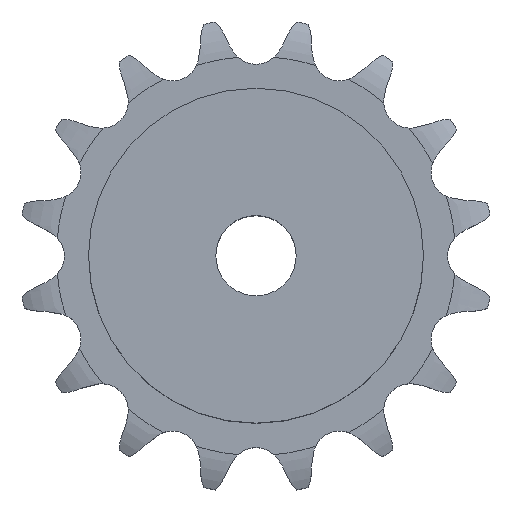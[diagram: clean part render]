
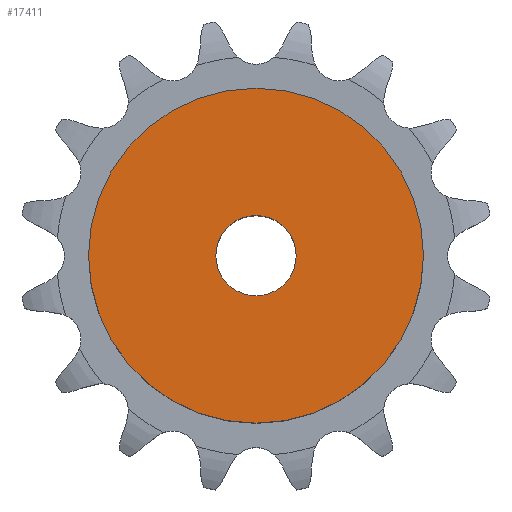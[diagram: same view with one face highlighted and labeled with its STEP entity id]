
A CAD part, top view. The second image highlights one B-rep face of the part: STEP entity #17411.
In plain terms, the highlighted planar face has unit normal (0, 0, 1).
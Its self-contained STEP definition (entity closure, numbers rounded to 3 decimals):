
#2493 = CYLINDRICAL_SURFACE('',#2494,25.);
#2494 = AXIS2_PLACEMENT_3D('',#2495,#2496,#2497);
#2495 = CARTESIAN_POINT('',(0.,0.,0.));
#2496 = DIRECTION('',(-0.,-0.,-1.));
#2497 = DIRECTION('',(1.,0.,0.));
#11174 = VERTEX_POINT('',#11175);
#11175 = CARTESIAN_POINT('',(25.,0.,28.));
#11196 = EDGE_CURVE('',#11174,#11174,#11197,.T.);
#11197 = SURFACE_CURVE('',#11198,(#11203,#11210),.PCURVE_S1.);
#11198 = CIRCLE('',#11199,25.);
#11199 = AXIS2_PLACEMENT_3D('',#11200,#11201,#11202);
#11200 = CARTESIAN_POINT('',(0.,0.,28.));
#11201 = DIRECTION('',(0.,0.,1.));
#11202 = DIRECTION('',(1.,0.,0.));
#11203 = PCURVE('',#2493,#11204);
#11204 = DEFINITIONAL_REPRESENTATION('',(#11205),#11209);
#11205 = LINE('',#11206,#11207);
#11206 = CARTESIAN_POINT('',(-0.,-28.));
#11207 = VECTOR('',#11208,1.);
#11208 = DIRECTION('',(-1.,0.));
#11209 = ( GEOMETRIC_REPRESENTATION_CONTEXT(2) 
PARAMETRIC_REPRESENTATION_CONTEXT() REPRESENTATION_CONTEXT('2D SPACE',''
  ) );
#11210 = PCURVE('',#11211,#11216);
#11211 = PLANE('',#11212);
#11212 = AXIS2_PLACEMENT_3D('',#11213,#11214,#11215);
#11213 = CARTESIAN_POINT('',(0.,0.,28.)
  );
#11214 = DIRECTION('',(0.,0.,1.));
#11215 = DIRECTION('',(1.,0.,0.));
#11216 = DEFINITIONAL_REPRESENTATION('',(#11217),#11221);
#11217 = CIRCLE('',#11218,25.);
#11218 = AXIS2_PLACEMENT_2D('',#11219,#11220);
#11219 = CARTESIAN_POINT('',(0.,0.));
#11220 = DIRECTION('',(1.,0.));
#11221 = ( GEOMETRIC_REPRESENTATION_CONTEXT(2) 
PARAMETRIC_REPRESENTATION_CONTEXT() REPRESENTATION_CONTEXT('2D SPACE',''
  ) );
#14865 = CYLINDRICAL_SURFACE('',#14866,6.);
#14866 = AXIS2_PLACEMENT_3D('',#14867,#14868,#14869);
#14867 = CARTESIAN_POINT('',(0.,0.,115.16));
#14868 = DIRECTION('',(0.,0.,1.));
#14869 = DIRECTION('',(1.,0.,0.));
#17411 = ADVANCED_FACE('',(#17412,#17415),#11211,.T.);
#17412 = FACE_BOUND('',#17413,.T.);
#17413 = EDGE_LOOP('',(#17414));
#17414 = ORIENTED_EDGE('',*,*,#11196,.T.);
#17415 = FACE_BOUND('',#17416,.T.);
#17416 = EDGE_LOOP('',(#17417));
#17417 = ORIENTED_EDGE('',*,*,#17418,.F.);
#17418 = EDGE_CURVE('',#17419,#17419,#17421,.T.);
#17419 = VERTEX_POINT('',#17420);
#17420 = CARTESIAN_POINT('',(6.,0.,28.));
#17421 = SURFACE_CURVE('',#17422,(#17427,#17434),.PCURVE_S1.);
#17422 = CIRCLE('',#17423,6.);
#17423 = AXIS2_PLACEMENT_3D('',#17424,#17425,#17426);
#17424 = CARTESIAN_POINT('',(0.,0.,28.));
#17425 = DIRECTION('',(0.,0.,1.));
#17426 = DIRECTION('',(1.,0.,0.));
#17427 = PCURVE('',#11211,#17428);
#17428 = DEFINITIONAL_REPRESENTATION('',(#17429),#17433);
#17429 = CIRCLE('',#17430,6.);
#17430 = AXIS2_PLACEMENT_2D('',#17431,#17432);
#17431 = CARTESIAN_POINT('',(0.,0.));
#17432 = DIRECTION('',(1.,0.));
#17433 = ( GEOMETRIC_REPRESENTATION_CONTEXT(2) 
PARAMETRIC_REPRESENTATION_CONTEXT() REPRESENTATION_CONTEXT('2D SPACE',''
  ) );
#17434 = PCURVE('',#14865,#17435);
#17435 = DEFINITIONAL_REPRESENTATION('',(#17436),#17440);
#17436 = LINE('',#17437,#17438);
#17437 = CARTESIAN_POINT('',(0.,-87.16));
#17438 = VECTOR('',#17439,1.);
#17439 = DIRECTION('',(1.,0.));
#17440 = ( GEOMETRIC_REPRESENTATION_CONTEXT(2) 
PARAMETRIC_REPRESENTATION_CONTEXT() REPRESENTATION_CONTEXT('2D SPACE',''
  ) );
